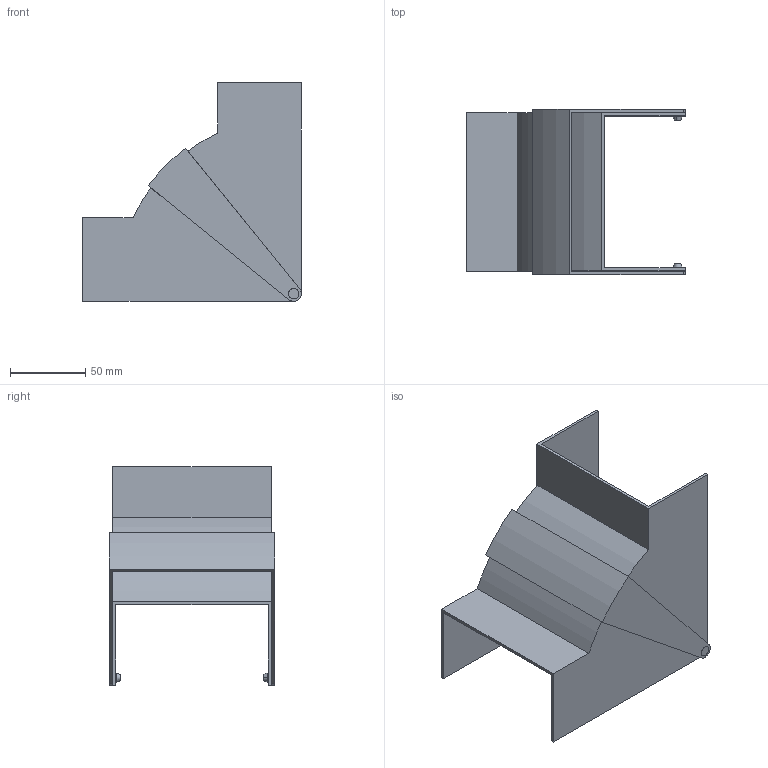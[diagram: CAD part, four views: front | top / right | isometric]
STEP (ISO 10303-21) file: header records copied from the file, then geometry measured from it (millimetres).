
FILE_DESCRIPTION (( 'STEP AP214' ), '1' );
FILE_NAME ('6113072.stp', '2016-05-18T13:42:43', ( '' ), ( '' ), 'SwSTEP 2.0', 'SolidWorks 2014', '' );
FILE_SCHEMA (( 'AUTOMOTIVE_DESIGN' ));
Length unit declared in the file: millimetre
Products named in the file (4): 070030_Standard; 070028_Standard; 6113072; 034959_Standard
Assembly tree (4 placements, depth 2):
  6113072
    070028_Standard
    070030_Standard
    034959_Standard  x2
Bounding box: 145 x 109.6 x 145 mm (x, y, z)
Volume: 102000.9 mm3; surface area: 105561.3 mm2
Topology: 4 solids, 4 shells, 74 faces, 176 edges, 114 vertices
Faces by surface type: plane 36, cylinder 30, cone 8
Entity records: 1970 total; most frequent: DIRECTION 338, CARTESIAN_POINT 315, ORIENTED_EDGE 300, EDGE_CURVE 150, AXIS2_PLACEMENT_3D 121, VERTEX_POINT 98, VECTOR 96, LINE 96
